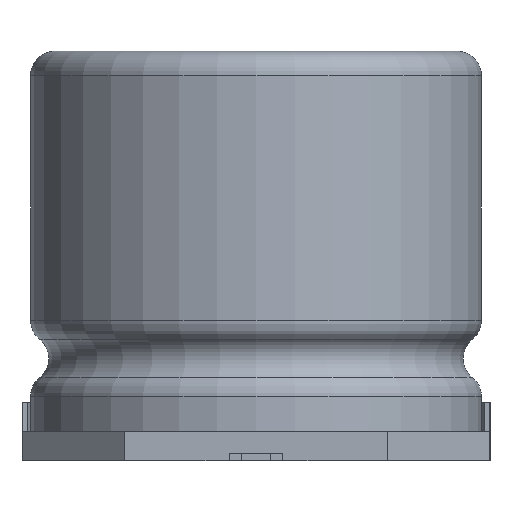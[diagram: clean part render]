
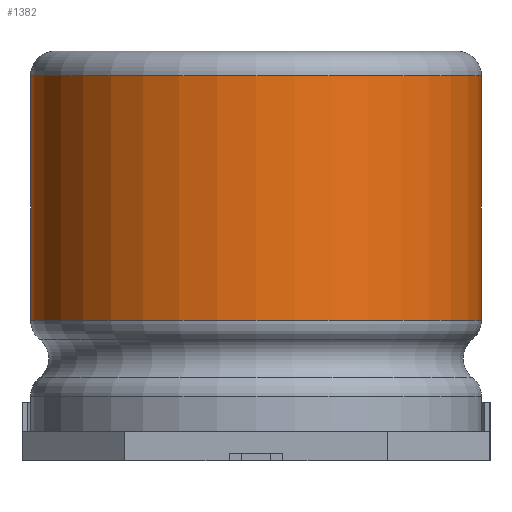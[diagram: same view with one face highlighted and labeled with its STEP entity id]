
A CAD part, left-side view. The second image highlights one B-rep face of the part: STEP entity #1382.
In plain terms, the highlighted cylindrical face has radius 9.25 mm (diameter 18.5 mm), a partial arc.
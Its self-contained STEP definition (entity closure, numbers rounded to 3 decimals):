
#1322=CARTESIAN_POINT('',(0.,-9.25,5.761));
#1323=VERTEX_POINT('',#1322);
#1331=CARTESIAN_POINT('',(0.,9.25,5.761));
#1332=VERTEX_POINT('',#1331);
#1333=CARTESIAN_POINT('',(0.0,0.0,5.761));
#1334=DIRECTION('',(0.0,0.0,-1.0));
#1335=DIRECTION('',(0.0,-1.0,0.0));
#1336=AXIS2_PLACEMENT_3D('',#1333,#1334,#1335);
#1337=CIRCLE('',#1336,9.25);
#1338=EDGE_CURVE('',#1323,#1332,#1337,.T.);
#1351=CARTESIAN_POINT('',(0.0,0.0,1.2));
#1352=DIRECTION('',(0.0,0.0,1.0));
#1353=DIRECTION('',(0.0,-1.0,0.0));
#1354=AXIS2_PLACEMENT_3D('',#1351,#1352,#1353);
#1355=CYLINDRICAL_SURFACE('',#1354,9.25);
#1356=CARTESIAN_POINT('',(0.,-9.25,15.8));
#1357=VERTEX_POINT('',#1356);
#1358=CARTESIAN_POINT('',(0.,-9.25,15.8));
#1359=DIRECTION('',(0.0,0.0,-1.0));
#1360=VECTOR('',#1359,10.039);
#1361=LINE('',#1358,#1360);
#1362=EDGE_CURVE('',#1357,#1323,#1361,.T.);
#1363=ORIENTED_EDGE('',*,*,#1362,.F.);
#1364=CARTESIAN_POINT('',(0.,9.25,15.8));
#1365=VERTEX_POINT('',#1364);
#1366=CARTESIAN_POINT('',(0.0,0.0,15.8));
#1367=DIRECTION('',(0.0,0.0,1.0));
#1368=DIRECTION('',(0.0,1.0,0.0));
#1369=AXIS2_PLACEMENT_3D('',#1366,#1367,#1368);
#1370=CIRCLE('',#1369,9.25);
#1371=EDGE_CURVE('',#1365,#1357,#1370,.T.);
#1372=ORIENTED_EDGE('',*,*,#1371,.F.);
#1373=CARTESIAN_POINT('',(0.,9.25,15.8));
#1374=DIRECTION('',(0.0,0.0,-1.0));
#1375=VECTOR('',#1374,10.039);
#1376=LINE('',#1373,#1375);
#1377=EDGE_CURVE('',#1365,#1332,#1376,.T.);
#1378=ORIENTED_EDGE('',*,*,#1377,.T.);
#1379=ORIENTED_EDGE('',*,*,#1338,.F.);
#1380=EDGE_LOOP('',(#1363,#1372,#1378,#1379));
#1381=FACE_OUTER_BOUND('',#1380,.T.);
#1382=ADVANCED_FACE('',(#1381),#1355,.T.);
